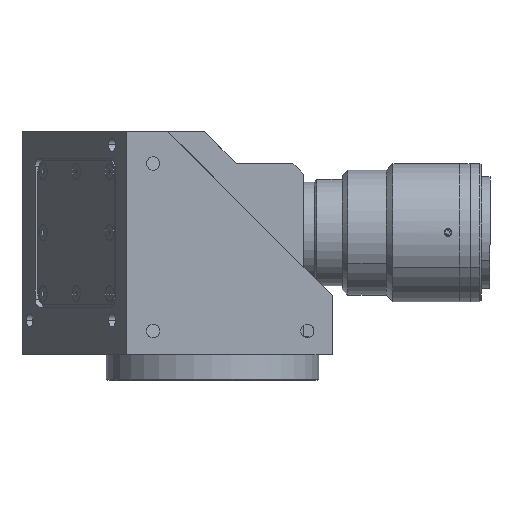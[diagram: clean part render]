
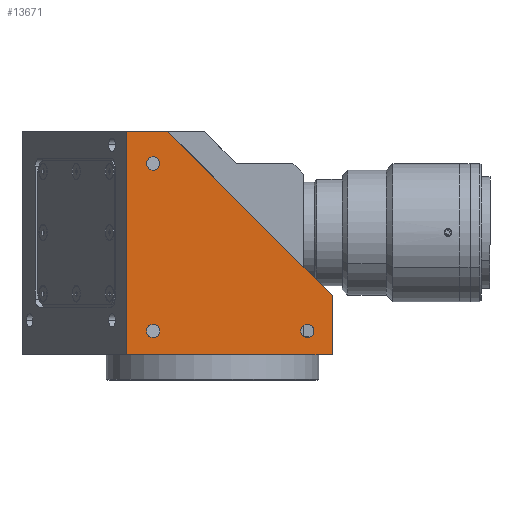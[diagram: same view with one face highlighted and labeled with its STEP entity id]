
A CAD part, front view. The second image highlights one B-rep face of the part: STEP entity #13671.
In plain terms, the highlighted planar face has unit normal (0, -1, 0).
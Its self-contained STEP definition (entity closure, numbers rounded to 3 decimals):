
#157 = CARTESIAN_POINT ( 'NONE',  ( 45., -44., 189.568 ) ) ;
#186 = DIRECTION ( 'NONE',  ( 0., 0., 1. ) ) ;
#244 = VERTEX_POINT ( 'NONE', #12696 ) ;
#367 = VERTEX_POINT ( 'NONE', #374 ) ;
#374 = CARTESIAN_POINT ( 'NONE',  ( -22.304, -44., 178.855 ) ) ;
#407 = CARTESIAN_POINT ( 'NONE',  ( -22.304, -44., 236.855 ) ) ;
#680 = EDGE_CURVE ( 'NONE', #9786, #10093, #2593, .T. ) ;
#888 = ORIENTED_EDGE ( 'NONE', *, *, #12185, .F. ) ;
#896 = CARTESIAN_POINT ( 'NONE',  ( -32.304, -44., 167.355 ) ) ;
#953 = CARTESIAN_POINT ( 'NONE',  ( 35.696, -44., 176.355 ) ) ;
#1127 = CARTESIAN_POINT ( 'NONE',  ( -22.304, -44., 241.855 ) ) ;
#1238 = DIRECTION ( 'NONE',  ( 0., 0., -1. ) ) ;
#1434 = DIRECTION ( 'NONE',  ( 0., 0., -1. ) ) ;
#1491 = AXIS2_PLACEMENT_3D ( 'NONE', #13552, #12459, #6978 ) ;
#1674 = EDGE_CURVE ( 'NONE', #6736, #12023, #2983, .T. ) ;
#1800 = EDGE_CURVE ( 'NONE', #12023, #4894, #6487, .T. ) ;
#1805 = CARTESIAN_POINT ( 'NONE',  ( 45., -44., 167.355 ) ) ;
#2286 = VECTOR ( 'NONE', #12703, 1000. ) ;
#2385 = DIRECTION ( 'NONE',  ( 1., 0., 0. ) ) ;
#2400 = CARTESIAN_POINT ( 'NONE',  ( -22.304, -44., 176.355 ) ) ;
#2414 = VERTEX_POINT ( 'NONE', #14106 ) ;
#2593 = CIRCLE ( 'NONE', #12385, 2.5 ) ;
#2630 = CIRCLE ( 'NONE', #10338, 2.5 ) ;
#2645 = EDGE_CURVE ( 'NONE', #6736, #12220, #12487, .T. ) ;
#2983 = LINE ( 'NONE', #4877, #6607 ) ;
#3285 = ORIENTED_EDGE ( 'NONE', *, *, #8259, .F. ) ;
#3349 = VECTOR ( 'NONE', #13118, 1000. ) ;
#3520 = CARTESIAN_POINT ( 'NONE',  ( 45., -44., 157.355 ) ) ;
#3683 = DIRECTION ( 'NONE',  ( 0., 0., -1. ) ) ;
#3779 = AXIS2_PLACEMENT_3D ( 'NONE', #10255, #5648, #3683 ) ;
#3885 = EDGE_LOOP ( 'NONE', ( #7216, #10499 ) ) ;
#4112 = VECTOR ( 'NONE', #13497, 1000. ) ;
#4138 = DIRECTION ( 'NONE',  ( 0., -1., 0. ) ) ;
#4272 = DIRECTION ( 'NONE',  ( 0., 0., -1. ) ) ;
#4523 = CARTESIAN_POINT ( 'NONE',  ( -16.787, -44., 251.355 ) ) ;
#4542 = PLANE ( 'NONE',  #13977 ) ;
#4562 = DIRECTION ( 'NONE',  ( 0., -1., 0. ) ) ;
#4720 = LINE ( 'NONE', #13718, #4112 ) ;
#4822 = EDGE_CURVE ( 'NONE', #12220, #6912, #9665, .T. ) ;
#4877 = CARTESIAN_POINT ( 'NONE',  ( -32.304, -44., 157.355 ) ) ;
#4894 = VERTEX_POINT ( 'NONE', #4523 ) ;
#5590 = CARTESIAN_POINT ( 'NONE',  ( -32.304, -44., 251.355 ) ) ;
#5638 = CIRCLE ( 'NONE', #3779, 2.5 ) ;
#5648 = DIRECTION ( 'NONE',  ( 0., -1., 0. ) ) ;
#5718 = CARTESIAN_POINT ( 'NONE',  ( 45., -44., 157.355 ) ) ;
#6132 = CIRCLE ( 'NONE', #7988, 2.5 ) ;
#6237 = DIRECTION ( 'NONE',  ( 0., -1., 0. ) ) ;
#6487 = LINE ( 'NONE', #14292, #3349 ) ;
#6607 = VECTOR ( 'NONE', #10729, 1000. ) ;
#6736 = VERTEX_POINT ( 'NONE', #896 ) ;
#6912 = VERTEX_POINT ( 'NONE', #157 ) ;
#6961 = CARTESIAN_POINT ( 'NONE',  ( -22.304, -44., 239.355 ) ) ;
#6978 = DIRECTION ( 'NONE',  ( 0., 0., -1. ) ) ;
#7031 = DIRECTION ( 'NONE',  ( 0., -1., 0. ) ) ;
#7032 = FACE_BOUND ( 'NONE', #10836, .T. ) ;
#7200 = ORIENTED_EDGE ( 'NONE', *, *, #680, .F. ) ;
#7216 = ORIENTED_EDGE ( 'NONE', *, *, #7509, .F. ) ;
#7443 = EDGE_CURVE ( 'NONE', #244, #8975, #5638, .T. ) ;
#7509 = EDGE_CURVE ( 'NONE', #2414, #367, #2630, .T. ) ;
#7754 = CIRCLE ( 'NONE', #1491, 2.5 ) ;
#7886 = AXIS2_PLACEMENT_3D ( 'NONE', #2400, #4562, #1238 ) ;
#7988 = AXIS2_PLACEMENT_3D ( 'NONE', #953, #4138, #4272 ) ;
#8131 = CARTESIAN_POINT ( 'NONE',  ( 35.696, -44., 178.855 ) ) ;
#8259 = EDGE_CURVE ( 'NONE', #8975, #244, #6132, .T. ) ;
#8486 = DIRECTION ( 'NONE',  ( 0., 0., -1. ) ) ;
#8934 = ORIENTED_EDGE ( 'NONE', *, *, #4822, .T. ) ;
#8975 = VERTEX_POINT ( 'NONE', #8131 ) ;
#9665 = LINE ( 'NONE', #3520, #12830 ) ;
#9786 = VERTEX_POINT ( 'NONE', #407 ) ;
#9968 = ORIENTED_EDGE ( 'NONE', *, *, #1674, .F. ) ;
#10093 = VERTEX_POINT ( 'NONE', #1127 ) ;
#10167 = ORIENTED_EDGE ( 'NONE', *, *, #7443, .F. ) ;
#10176 = DIRECTION ( 'NONE',  ( 0., -1., 0. ) ) ;
#10255 = CARTESIAN_POINT ( 'NONE',  ( 35.696, -44., 176.355 ) ) ;
#10338 = AXIS2_PLACEMENT_3D ( 'NONE', #14124, #6237, #8486 ) ;
#10367 = CARTESIAN_POINT ( 'NONE',  ( 45., -44., 167.355 ) ) ;
#10499 = ORIENTED_EDGE ( 'NONE', *, *, #13302, .F. ) ;
#10507 = ORIENTED_EDGE ( 'NONE', *, *, #11708, .F. ) ;
#10729 = DIRECTION ( 'NONE',  ( 0., 0., 1. ) ) ;
#10836 = EDGE_LOOP ( 'NONE', ( #7200, #888 ) ) ;
#11433 = ORIENTED_EDGE ( 'NONE', *, *, #1800, .F. ) ;
#11629 = CIRCLE ( 'NONE', #7886, 2.5 ) ;
#11708 = EDGE_CURVE ( 'NONE', #4894, #6912, #4720, .T. ) ;
#12023 = VERTEX_POINT ( 'NONE', #5590 ) ;
#12143 = EDGE_LOOP ( 'NONE', ( #10167, #3285 ) ) ;
#12185 = EDGE_CURVE ( 'NONE', #10093, #9786, #7754, .T. ) ;
#12220 = VERTEX_POINT ( 'NONE', #1805 ) ;
#12374 = FACE_BOUND ( 'NONE', #12143, .T. ) ;
#12385 = AXIS2_PLACEMENT_3D ( 'NONE', #6961, #7031, #1434 ) ;
#12459 = DIRECTION ( 'NONE',  ( 0., -1., 0. ) ) ;
#12487 = LINE ( 'NONE', #10367, #2286 ) ;
#12696 = CARTESIAN_POINT ( 'NONE',  ( 35.696, -44., 173.855 ) ) ;
#12703 = DIRECTION ( 'NONE',  ( 1., 0., 0. ) ) ;
#12830 = VECTOR ( 'NONE', #186, 1000. ) ;
#13118 = DIRECTION ( 'NONE',  ( 1., 0., 0. ) ) ;
#13302 = EDGE_CURVE ( 'NONE', #367, #2414, #11629, .T. ) ;
#13380 = EDGE_LOOP ( 'NONE', ( #10507, #11433, #9968, #13504, #8934 ) ) ;
#13497 = DIRECTION ( 'NONE',  ( 0.707, 0., -0.707 ) ) ;
#13504 = ORIENTED_EDGE ( 'NONE', *, *, #2645, .T. ) ;
#13537 = FACE_OUTER_BOUND ( 'NONE', #13380, .T. ) ;
#13552 = CARTESIAN_POINT ( 'NONE',  ( -22.304, -44., 239.355 ) ) ;
#13611 = FACE_BOUND ( 'NONE', #3885, .T. ) ;
#13671 = ADVANCED_FACE ( 'NONE', ( #7032, #12374, #13611, #13537 ), #4542, .T. ) ;
#13718 = CARTESIAN_POINT ( 'NONE',  ( -16.787, -44., 251.355 ) ) ;
#13977 = AXIS2_PLACEMENT_3D ( 'NONE', #5718, #10176, #2385 ) ;
#14106 = CARTESIAN_POINT ( 'NONE',  ( -22.304, -44., 173.855 ) ) ;
#14124 = CARTESIAN_POINT ( 'NONE',  ( -22.304, -44., 176.355 ) ) ;
#14292 = CARTESIAN_POINT ( 'NONE',  ( 45., -44., 251.355 ) ) ;
